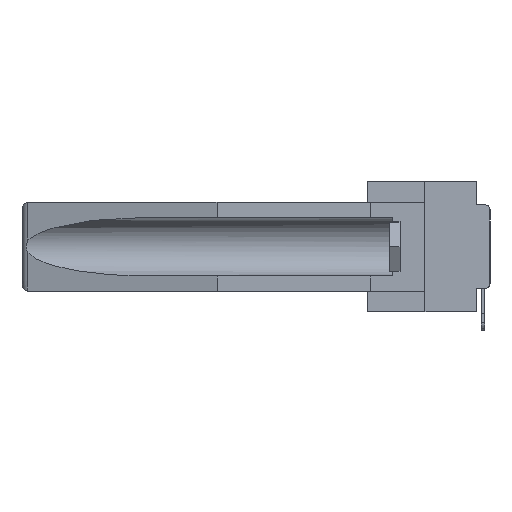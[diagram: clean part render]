
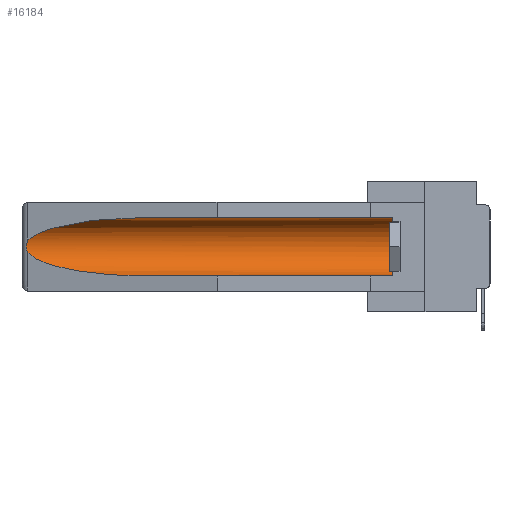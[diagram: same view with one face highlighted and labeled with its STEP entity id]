
A CAD part, left-side view. The second image highlights one B-rep face of the part: STEP entity #16184.
In plain terms, the highlighted cylindrical face has radius 2.857 mm (diameter 5.715 mm), a partial arc.
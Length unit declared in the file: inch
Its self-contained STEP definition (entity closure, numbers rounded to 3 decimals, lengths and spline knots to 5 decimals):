
#3034 = CARTESIAN_POINT ( 'NONE',  ( 0.26655, 1.53094, -0.18657 ) ) ;
#3079 = EDGE_CURVE ( 'NONE', #16773, #27736, #16901, .T. ) ;
#3552 = DIRECTION ( 'NONE',  ( 0., 1., 0. ) ) ;
#3894 = EDGE_CURVE ( 'NONE', #11196, #21096, #6876, .T. ) ;
#4333 = CARTESIAN_POINT ( 'NONE',  ( 0.21114, 1.30732, -0.284 ) ) ;
#4537 = EDGE_LOOP ( 'NONE', ( #26263, #10128, #29616, #29449, #10906, #23143 ) ) ;
#4559 = CARTESIAN_POINT ( 'NONE',  ( 0.155, 0.126, -0.1715 ) ) ;
#5077 = DIRECTION ( 'NONE',  ( 0., 1., 0. ) ) ;
#5506 =( BOUNDED_CURVE ( )  B_SPLINE_CURVE ( 3, ( #15519, #18473, #4333, #16143 ),
 .UNSPECIFIED., .F., .F. ) 
 B_SPLINE_CURVE_WITH_KNOTS ( ( 4, 4 ),
 ( 0.1948, 1.5708 ),
 .UNSPECIFIED. ) 
 CURVE ( )  GEOMETRIC_REPRESENTATION_ITEM ( )  RATIONAL_B_SPLINE_CURVE ( ( 1., 0.848, 0.848, 1. ) ) 
 REPRESENTATION_ITEM ( '' )  );
#5658 = CARTESIAN_POINT ( 'NONE',  ( 0.26597, 1.5296, -0.19026 ) ) ;
#6876 =( BOUNDED_CURVE ( )  B_SPLINE_CURVE ( 3, ( #8607, #17919, #22738, #27530 ),
 .UNSPECIFIED., .F., .F. ) 
 B_SPLINE_CURVE_WITH_KNOTS ( ( 4, 4 ),
 ( 4.71239, 6.08839 ),
 .UNSPECIFIED. ) 
 CURVE ( )  GEOMETRIC_REPRESENTATION_ITEM ( )  RATIONAL_B_SPLINE_CURVE ( ( 1., 0.848, 0.848, 1. ) ) 
 REPRESENTATION_ITEM ( '' )  );
#7173 = VECTOR ( 'NONE', #5077, 39.37008 ) ;
#7207 = CARTESIAN_POINT ( 'NONE',  ( 0.155, 0.126, -0.284 ) ) ;
#7643 = CARTESIAN_POINT ( 'NONE',  ( 0.155, 1.07973, -0.059 ) ) ;
#8051 = CARTESIAN_POINT ( 'NONE',  ( 0.155, -0.30754, -0.059 ) ) ;
#8607 = CARTESIAN_POINT ( 'NONE',  ( 0.155, 1.07973, -0.059 ) ) ;
#10034 = CARTESIAN_POINT ( 'NONE',  ( 0.2675, 1.53308, -0.16763 ) ) ;
#10128 = ORIENTED_EDGE ( 'NONE', *, *, #20301, .T. ) ;
#10488 = EDGE_CURVE ( 'NONE', #12350, #11196, #29587, .T. ) ;
#10906 = ORIENTED_EDGE ( 'NONE', *, *, #22752, .T. ) ;
#11196 = VERTEX_POINT ( 'NONE', #7643 ) ;
#12350 = VERTEX_POINT ( 'NONE', #17010 ) ;
#12606 = CARTESIAN_POINT ( 'NONE',  ( 0.155, 1.07973, -0.284 ) ) ;
#14360 = B_SPLINE_CURVE_WITH_KNOTS ( 'NONE', 3,
 ( #21824, #14976, #26753, #28926, #10034, #17170, #24433, #3034, #5658, #24588 ),
 .UNSPECIFIED., .F., .F.,
 ( 4, 2, 2, 2, 4 ),
 ( 0., 0.00029, 0.00058, 0.00087, 0.00117 ),
 .UNSPECIFIED. ) ;
#14976 = CARTESIAN_POINT ( 'NONE',  ( 0.26597, 1.52961, -0.15275 ) ) ;
#15519 = CARTESIAN_POINT ( 'NONE',  ( 0.26537, 1.52718, -0.19328 ) ) ;
#15963 = CARTESIAN_POINT ( 'NONE',  ( 0.155, -0.30754, -0.1715 ) ) ;
#16143 = CARTESIAN_POINT ( 'NONE',  ( 0.155, 1.07973, -0.284 ) ) ;
#16184 = ADVANCED_FACE ( 'NONE', ( #22940 ), #25554, .F. ) ;
#16773 = VERTEX_POINT ( 'NONE', #7207 ) ;
#16901 = LINE ( 'NONE', #26324, #7173 ) ;
#17010 = CARTESIAN_POINT ( 'NONE',  ( 0.155, 0.126, -0.059 ) ) ;
#17133 = VECTOR ( 'NONE', #3552, 39.37008 ) ;
#17170 = CARTESIAN_POINT ( 'NONE',  ( 0.2675, 1.53308, -0.17534 ) ) ;
#17670 = VERTEX_POINT ( 'NONE', #27096 ) ;
#17919 = CARTESIAN_POINT ( 'NONE',  ( 0.21114, 1.30732, -0.059 ) ) ;
#18473 = CARTESIAN_POINT ( 'NONE',  ( 0.25451, 1.48313, -0.24835 ) ) ;
#19093 = CARTESIAN_POINT ( 'NONE',  ( 0.26537, 1.52718, -0.14972 ) ) ;
#19468 = EDGE_CURVE ( 'NONE', #17670, #27736, #5506, .T. ) ;
#20301 = EDGE_CURVE ( 'NONE', #21096, #17670, #14360, .T. ) ;
#21096 = VERTEX_POINT ( 'NONE', #19093 ) ;
#21652 = DIRECTION ( 'NONE',  ( 0., 0., 1. ) ) ;
#21824 = CARTESIAN_POINT ( 'NONE',  ( 0.26537, 1.52718, -0.14972 ) ) ;
#22738 = CARTESIAN_POINT ( 'NONE',  ( 0.25451, 1.48313, -0.09465 ) ) ;
#22752 = EDGE_CURVE ( 'NONE', #16773, #12350, #23484, .T. ) ;
#22940 = FACE_OUTER_BOUND ( 'NONE', #4537, .T. ) ;
#23103 = DIRECTION ( 'NONE',  ( 0., 1., 0. ) ) ;
#23143 = ORIENTED_EDGE ( 'NONE', *, *, #10488, .T. ) ;
#23484 = CIRCLE ( 'NONE', #28399, 0.1125 ) ;
#23676 = DIRECTION ( 'NONE',  ( 0., -1., 0. ) ) ;
#24433 = CARTESIAN_POINT ( 'NONE',  ( 0.2673, 1.53269, -0.17917 ) ) ;
#24588 = CARTESIAN_POINT ( 'NONE',  ( 0.26537, 1.52718, -0.19328 ) ) ;
#25554 = CYLINDRICAL_SURFACE ( 'NONE', #27226, 0.1125 ) ;
#26263 = ORIENTED_EDGE ( 'NONE', *, *, #3894, .T. ) ;
#26324 = CARTESIAN_POINT ( 'NONE',  ( 0.155, -0.30754, -0.284 ) ) ;
#26753 = CARTESIAN_POINT ( 'NONE',  ( 0.26654, 1.53092, -0.15636 ) ) ;
#27096 = CARTESIAN_POINT ( 'NONE',  ( 0.26537, 1.52718, -0.19328 ) ) ;
#27226 = AXIS2_PLACEMENT_3D ( 'NONE', #15963, #23103, #30045 ) ;
#27530 = CARTESIAN_POINT ( 'NONE',  ( 0.26537, 1.52718, -0.14972 ) ) ;
#27736 = VERTEX_POINT ( 'NONE', #12606 ) ;
#28399 = AXIS2_PLACEMENT_3D ( 'NONE', #4559, #23676, #21652 ) ;
#28926 = CARTESIAN_POINT ( 'NONE',  ( 0.2673, 1.5327, -0.16383 ) ) ;
#29449 = ORIENTED_EDGE ( 'NONE', *, *, #3079, .F. ) ;
#29587 = LINE ( 'NONE', #8051, #17133 ) ;
#29616 = ORIENTED_EDGE ( 'NONE', *, *, #19468, .T. ) ;
#30045 = DIRECTION ( 'NONE',  ( 0., 0., 1. ) ) ;
